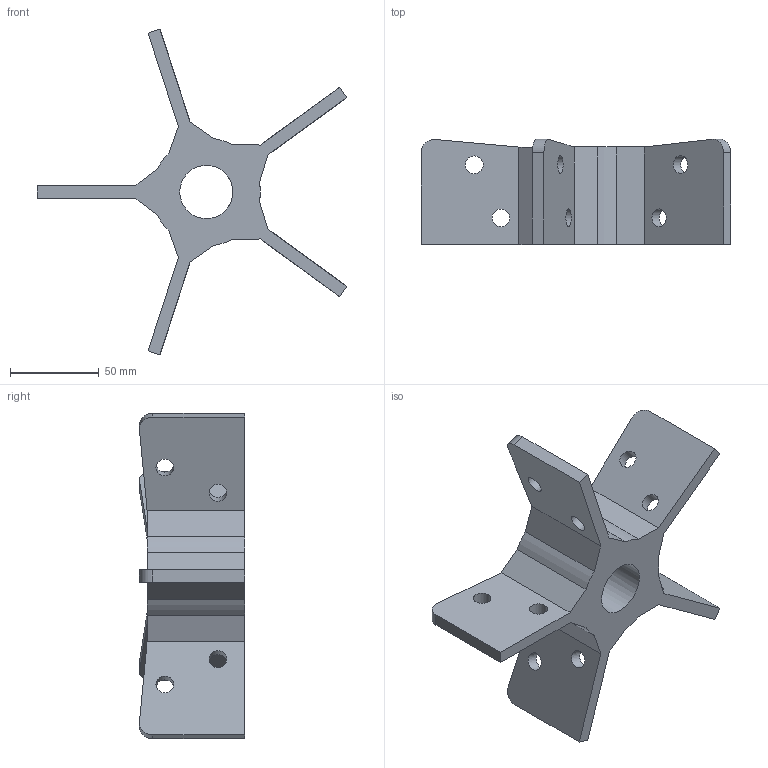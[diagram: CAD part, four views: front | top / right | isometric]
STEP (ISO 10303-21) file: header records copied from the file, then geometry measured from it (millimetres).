
FILE_DESCRIPTION(/* description */ (''),/* implementation_level */ '2;1');
FILE_NAME(/* name */ 'support palme v1.step',/* time_stamp */ '2021-03-12T16:21:50+01:00',/* author */ (''),/* organization */ (''),/* preprocessor_version */ 'ST-DEVELOPER v18.1',/* originating_system */ 'Autodesk Translation Framework v9.7.1.1290',/* authorisation */ '');
FILE_SCHEMA (('AUTOMOTIVE_DESIGN { 1 0 10303 214 3 1 1 }'));
Length unit declared in the file: millimetre
Products named in the file (1): support palme
Bounding box: 174.82 x 59.27 x 183.81 mm (x, y, z)
Volume: 268500.1 mm3; surface area: 61425.3 mm2
Topology: 1 solids, 1 shells, 56 faces, 157 edges, 102 vertices
Faces by surface type: plane 32, cylinder 23, torus 1
Full cylindrical faces by diameter (mm): 10 x10, 13 x1, 30.05 x1
Entity records: 1935 total; most frequent: CARTESIAN_POINT 378, ORIENTED_EDGE 314, DIRECTION 312, EDGE_CURVE 157, LINE 104, VECTOR 104, AXIS2_PLACEMENT_3D 104, VERTEX_POINT 102
